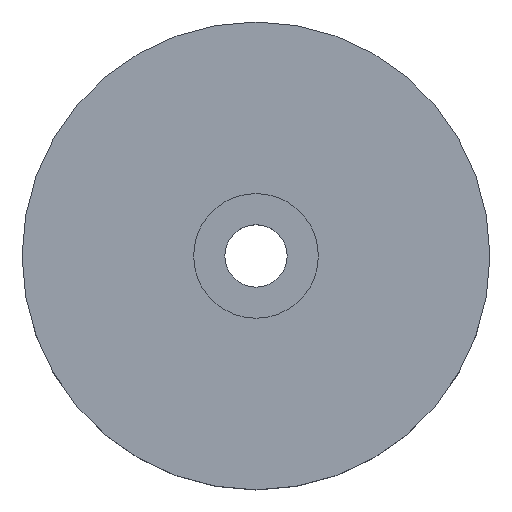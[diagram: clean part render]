
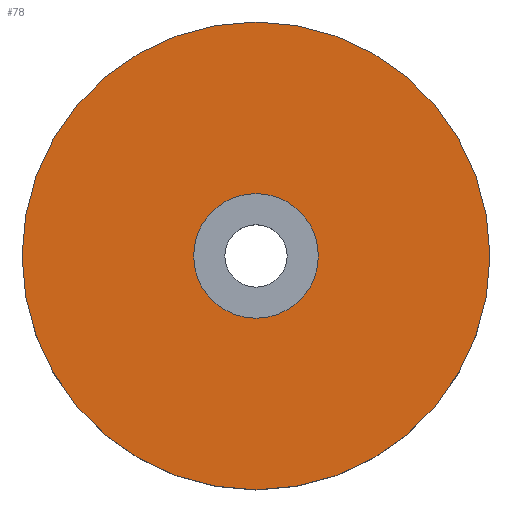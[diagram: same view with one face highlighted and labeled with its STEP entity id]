
A CAD part, top view. The second image highlights one B-rep face of the part: STEP entity #78.
In plain terms, the highlighted planar face has unit normal (0, 0, 1).
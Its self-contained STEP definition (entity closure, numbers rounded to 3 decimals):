
#19 = AXIS2_PLACEMENT_3D ( 'NONE', #179, #234, #257 ) ;
#34 = FACE_BOUND ( 'NONE', #254, .T. ) ;
#41 = DIRECTION ( 'NONE',  ( 0., 0., 1. ) ) ;
#43 = DIRECTION ( 'NONE',  ( 1., 0., 0. ) ) ;
#57 = ORIENTED_EDGE ( 'NONE', *, *, #162, .F. ) ;
#62 = ORIENTED_EDGE ( 'NONE', *, *, #236, .T. ) ;
#78 = ADVANCED_FACE ( 'NONE', ( #79, #34 ), #111, .F. ) ;
#79 = FACE_OUTER_BOUND ( 'NONE', #173, .T. ) ;
#100 = VERTEX_POINT ( 'NONE', #202 ) ;
#111 = PLANE ( 'NONE',  #19 ) ;
#147 = CARTESIAN_POINT ( 'NONE',  ( 15., 0., 3.4 ) ) ;
#162 = EDGE_CURVE ( 'NONE', #100, #100, #265, .T. ) ;
#173 = EDGE_LOOP ( 'NONE', ( #62 ) ) ;
#179 = CARTESIAN_POINT ( 'NONE',  ( 0., 6.17, 3.4 ) ) ;
#202 = CARTESIAN_POINT ( 'NONE',  ( 4., 0., 3.4 ) ) ;
#205 = AXIS2_PLACEMENT_3D ( 'NONE', #266, #41, #43 ) ;
#234 = DIRECTION ( 'NONE',  ( 0., 0., -1. ) ) ;
#236 = EDGE_CURVE ( 'NONE', #271, #271, #251, .T. ) ;
#247 = CARTESIAN_POINT ( 'NONE',  ( 0., 0., 3.4 ) ) ;
#251 = CIRCLE ( 'NONE', #294, 15. ) ;
#254 = EDGE_LOOP ( 'NONE', ( #57 ) ) ;
#257 = DIRECTION ( 'NONE',  ( -1., 0., 0. ) ) ;
#265 = CIRCLE ( 'NONE', #205, 4. ) ;
#266 = CARTESIAN_POINT ( 'NONE',  ( 0., 0., 3.4 ) ) ;
#267 = DIRECTION ( 'NONE',  ( 1., 0., 0. ) ) ;
#271 = VERTEX_POINT ( 'NONE', #147 ) ;
#288 = DIRECTION ( 'NONE',  ( 0., 0., 1. ) ) ;
#294 = AXIS2_PLACEMENT_3D ( 'NONE', #247, #288, #267 ) ;
